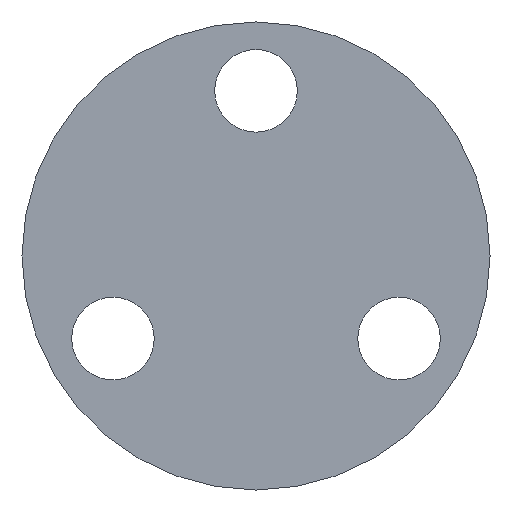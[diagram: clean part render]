
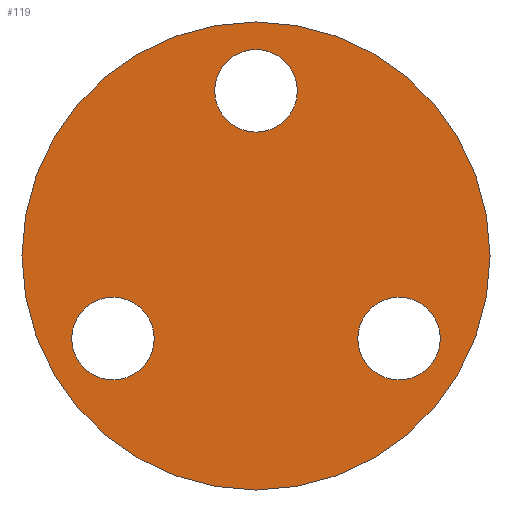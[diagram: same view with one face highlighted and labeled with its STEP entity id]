
A CAD part, front view. The second image highlights one B-rep face of the part: STEP entity #119.
In plain terms, the highlighted planar face has unit normal (0, -1, 0).
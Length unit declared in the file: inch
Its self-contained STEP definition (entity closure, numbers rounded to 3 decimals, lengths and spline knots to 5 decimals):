
#16=PLANE('',#139);
#23=FACE_BOUND('',#50,.T.);
#24=FACE_BOUND('',#51,.T.);
#25=FACE_BOUND('',#52,.T.);
#36=FACE_OUTER_BOUND('',#49,.T.);
#49=EDGE_LOOP('',(#99));
#50=EDGE_LOOP('',(#100));
#51=EDGE_LOOP('',(#101));
#52=EDGE_LOOP('',(#102));
#61=CIRCLE('',#129,0.05906);
#63=CIRCLE('',#132,0.05906);
#65=CIRCLE('',#135,0.05906);
#67=CIRCLE('',#138,0.33465);
#71=VERTEX_POINT('',#189);
#73=VERTEX_POINT('',#194);
#75=VERTEX_POINT('',#199);
#77=VERTEX_POINT('',#204);
#81=EDGE_CURVE('',#71,#71,#61,.T.);
#83=EDGE_CURVE('',#73,#73,#63,.T.);
#85=EDGE_CURVE('',#75,#75,#65,.T.);
#87=EDGE_CURVE('',#77,#77,#67,.T.);
#99=ORIENTED_EDGE('',*,*,#87,.T.);
#100=ORIENTED_EDGE('',*,*,#81,.T.);
#101=ORIENTED_EDGE('',*,*,#83,.T.);
#102=ORIENTED_EDGE('',*,*,#85,.T.);
#119=ADVANCED_FACE('',(#36,#23,#24,#25),#16,.F.);
#129=AXIS2_PLACEMENT_3D('',#190,#155,#156);
#132=AXIS2_PLACEMENT_3D('',#195,#161,#162);
#135=AXIS2_PLACEMENT_3D('',#200,#167,#168);
#138=AXIS2_PLACEMENT_3D('',#205,#173,#174);
#139=AXIS2_PLACEMENT_3D('',#206,#175,#176);
#155=DIRECTION('center_axis',(0.,1.,0.));
#156=DIRECTION('ref_axis',(1.,0.,0.));
#161=DIRECTION('center_axis',(0.,1.,0.));
#162=DIRECTION('ref_axis',(1.,0.,0.));
#167=DIRECTION('center_axis',(0.,1.,0.));
#168=DIRECTION('ref_axis',(1.,0.,0.));
#173=DIRECTION('center_axis',(0.,-1.,0.));
#174=DIRECTION('ref_axis',(1.,0.,0.));
#175=DIRECTION('center_axis',(0.,1.,0.));
#176=DIRECTION('ref_axis',(0.,0.,1.));
#189=CARTESIAN_POINT('',(-0.05906,0.,0.23622));
#190=CARTESIAN_POINT('Origin',(0.,0.,0.23622));
#194=CARTESIAN_POINT('',(0.14552,0.,-0.11811));
#195=CARTESIAN_POINT('Origin',(0.20457,0.,-0.11811));
#199=CARTESIAN_POINT('',(-0.26363,0.,-0.11811));
#200=CARTESIAN_POINT('Origin',(-0.20457,0.,-0.11811));
#204=CARTESIAN_POINT('',(-0.33465,0.,0.));
#205=CARTESIAN_POINT('Origin',(0.,0.,0.));
#206=CARTESIAN_POINT('Origin',(0.,0.,0.));
